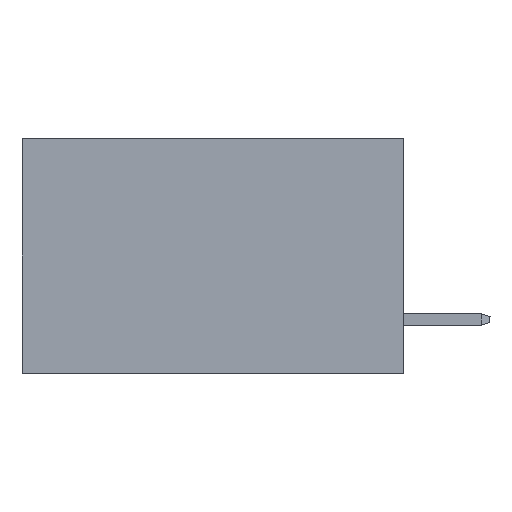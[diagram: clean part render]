
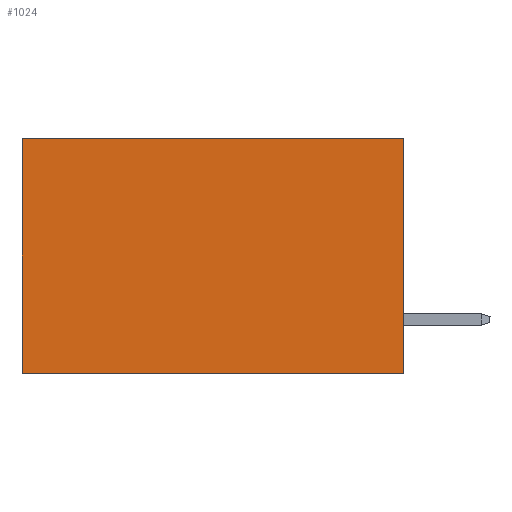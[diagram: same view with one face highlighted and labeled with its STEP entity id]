
A CAD part, left-side view. The second image highlights one B-rep face of the part: STEP entity #1024.
In plain terms, the highlighted planar face has unit normal (-1, 0, 0).
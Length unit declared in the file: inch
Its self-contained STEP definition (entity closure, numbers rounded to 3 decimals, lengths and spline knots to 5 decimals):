
#54 = VECTOR ( 'NONE', #1575, 39.37008 ) ;
#1024 = ADVANCED_FACE ( 'NONE', ( #37941 ), #12146, .F. ) ;
#1575 = DIRECTION ( 'NONE',  ( 0., 1., 0. ) ) ;
#2452 = CARTESIAN_POINT ( 'NONE',  ( 0.2875, 0., 0. ) ) ;
#4791 = VERTEX_POINT ( 'NONE', #7925 ) ;
#7505 = ORIENTED_EDGE ( 'NONE', *, *, #16402, .F. ) ;
#7890 = VECTOR ( 'NONE', #34037, 39.37008 ) ;
#7925 = CARTESIAN_POINT ( 'NONE',  ( 0.2875, 0., -0.37 ) ) ;
#11640 = DIRECTION ( 'NONE',  ( 0., 1., 0. ) ) ;
#12146 = PLANE ( 'NONE',  #20604 ) ;
#12874 = VERTEX_POINT ( 'NONE', #27521 ) ;
#13204 = VECTOR ( 'NONE', #20233, 39.37008 ) ;
#14936 = VECTOR ( 'NONE', #11640, 39.37008 ) ;
#14944 = DIRECTION ( 'NONE',  ( 0., 0., -1. ) ) ;
#16402 = EDGE_CURVE ( 'NONE', #25055, #4791, #33816, .T. ) ;
#17812 = CARTESIAN_POINT ( 'NONE',  ( 0.2875, 0., 0. ) ) ;
#18088 = LINE ( 'NONE', #21535, #14936 ) ;
#18582 = DIRECTION ( 'NONE',  ( 1., 0., 0. ) ) ;
#20137 = EDGE_LOOP ( 'NONE', ( #26807, #22625, #7505, #37693 ) ) ;
#20233 = DIRECTION ( 'NONE',  ( 0., 0., -1. ) ) ;
#20604 = AXIS2_PLACEMENT_3D ( 'NONE', #2452, #18582, #14944 ) ;
#21535 = CARTESIAN_POINT ( 'NONE',  ( 0.2875, 0., -0.37 ) ) ;
#22625 = ORIENTED_EDGE ( 'NONE', *, *, #26061, .F. ) ;
#24388 = CARTESIAN_POINT ( 'NONE',  ( 0.2875, 0., 0. ) ) ;
#24990 = CARTESIAN_POINT ( 'NONE',  ( 0.2875, 0., 0. ) ) ;
#25055 = VERTEX_POINT ( 'NONE', #17812 ) ;
#26061 = EDGE_CURVE ( 'NONE', #4791, #31606, #18088, .T. ) ;
#26807 = ORIENTED_EDGE ( 'NONE', *, *, #40833, .T. ) ;
#27326 = LINE ( 'NONE', #40248, #13204 ) ;
#27521 = CARTESIAN_POINT ( 'NONE',  ( 0.2875, 0.6, 0. ) ) ;
#28825 = CARTESIAN_POINT ( 'NONE',  ( 0.2875, 0.6, -0.37 ) ) ;
#31606 = VERTEX_POINT ( 'NONE', #28825 ) ;
#32305 = EDGE_CURVE ( 'NONE', #25055, #12874, #37281, .T. ) ;
#33816 = LINE ( 'NONE', #24990, #7890 ) ;
#34037 = DIRECTION ( 'NONE',  ( 0., 0., -1. ) ) ;
#37281 = LINE ( 'NONE', #24388, #54 ) ;
#37693 = ORIENTED_EDGE ( 'NONE', *, *, #32305, .T. ) ;
#37941 = FACE_OUTER_BOUND ( 'NONE', #20137, .T. ) ;
#40248 = CARTESIAN_POINT ( 'NONE',  ( 0.2875, 0.6, 0. ) ) ;
#40833 = EDGE_CURVE ( 'NONE', #12874, #31606, #27326, .T. ) ;
